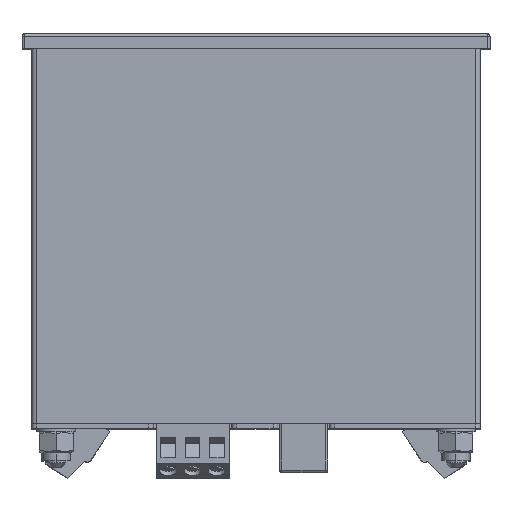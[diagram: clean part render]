
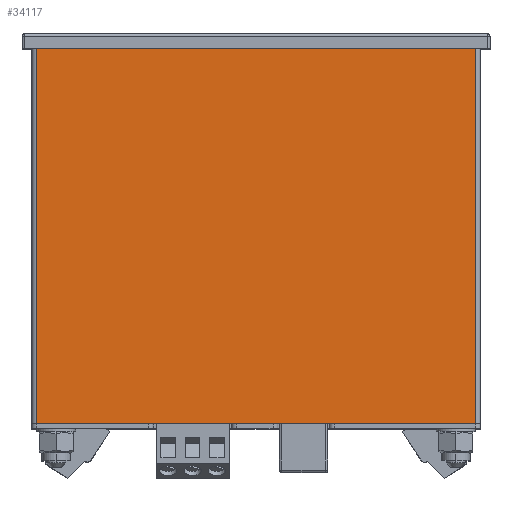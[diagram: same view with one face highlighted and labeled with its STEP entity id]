
A CAD part, top view. The second image highlights one B-rep face of the part: STEP entity #34117.
In plain terms, the highlighted planar face has unit normal (0, 0, 1).
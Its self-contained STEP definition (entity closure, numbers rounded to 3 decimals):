
#34000=CARTESIAN_POINT('',(45.,0.,46.));
#34001=VERTEX_POINT('',#34000);
#34002=CARTESIAN_POINT('',(-45.,0.,46.));
#34003=VERTEX_POINT('',#34002);
#34004=CARTESIAN_POINT('',(45.,0.,46.));
#34005=DIRECTION('',(-1.,0.,0.));
#34006=VECTOR('',#34005,90.);
#34007=LINE('',#34004,#34006);
#34008=EDGE_CURVE('',#34001,#34003,#34007,.T.);
#34087=CARTESIAN_POINT('',(46.,-77.,46.));
#34088=DIRECTION('',(0.,0.,-1.));
#34089=DIRECTION('',(-1.,0.,0.));
#34090=AXIS2_PLACEMENT_3D('',#34087,#34088,#34089);
#34091=PLANE('',#34090);
#34092=CARTESIAN_POINT('',(45.,-77.,46.));
#34093=VERTEX_POINT('',#34092);
#34094=CARTESIAN_POINT('',(-45.,-77.,46.));
#34095=VERTEX_POINT('',#34094);
#34096=CARTESIAN_POINT('',(45.,-77.,46.));
#34097=DIRECTION('',(-1.,0.,0.));
#34098=VECTOR('',#34097,90.);
#34099=LINE('',#34096,#34098);
#34100=EDGE_CURVE('',#34093,#34095,#34099,.T.);
#34101=ORIENTED_EDGE('',*,*,#34100,.F.);
#34102=CARTESIAN_POINT('',(45.,-77.,46.));
#34103=DIRECTION('',(0.,1.,0.));
#34104=VECTOR('',#34103,77.);
#34105=LINE('',#34102,#34104);
#34106=EDGE_CURVE('',#34093,#34001,#34105,.T.);
#34107=ORIENTED_EDGE('',*,*,#34106,.T.);
#34108=ORIENTED_EDGE('',*,*,#34008,.T.);
#34109=CARTESIAN_POINT('',(-45.,0.,46.));
#34110=DIRECTION('',(-0.,-1.,-0.));
#34111=VECTOR('',#34110,77.);
#34112=LINE('',#34109,#34111);
#34113=EDGE_CURVE('',#34003,#34095,#34112,.T.);
#34114=ORIENTED_EDGE('',*,*,#34113,.T.);
#34115=EDGE_LOOP('',(#34101,#34107,#34108,#34114));
#34116=FACE_BOUND('',#34115,.T.);
#34117=ADVANCED_FACE('',(#34116),#34091,.F.);
